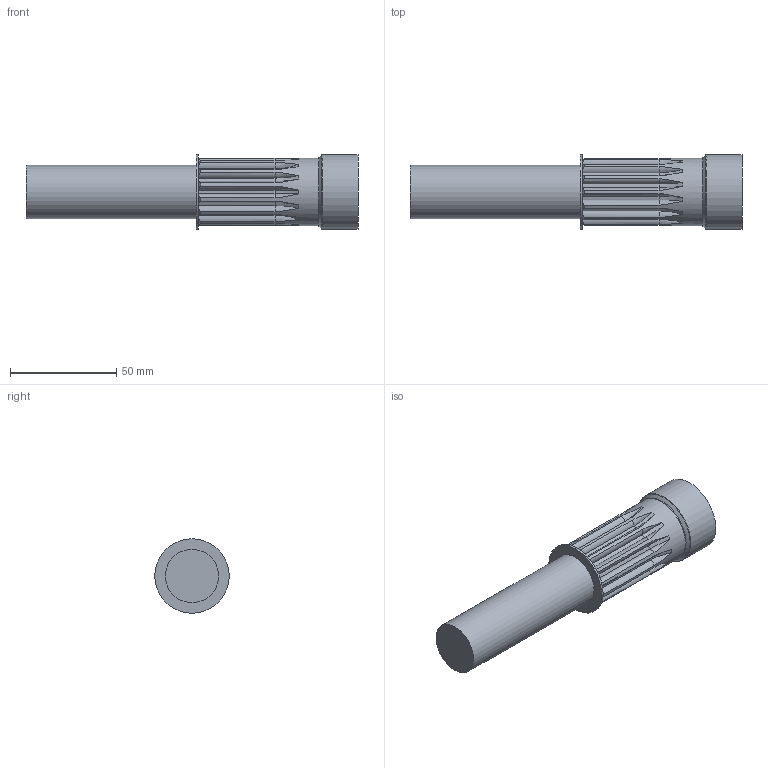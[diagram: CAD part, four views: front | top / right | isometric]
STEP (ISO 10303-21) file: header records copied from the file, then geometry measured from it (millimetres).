
FILE_DESCRIPTION(/* description */ (''),/* implementation_level */ '2;1');
FILE_NAME(/* name */ '_MSSH.step',/* time_stamp */ '2023-12-15T19:01:35+05:30',/* author */ (''),/* organization */ (''),/* preprocessor_version */ 'ST-DEVELOPER v20',/* originating_system */ 'Autodesk Translation Framework v12.14.0.127',/* authorisation */ '');
FILE_SCHEMA (('AUTOMOTIVE_DESIGN { 1 0 10303 214 3 1 1 }'));
Length unit declared in the file: millimetre
Products named in the file (1): _MSSH
Bounding box: 156 x 35 x 35 mm (x, y, z)
Volume: 96333.4 mm3; surface area: 18857.1 mm2
Topology: 1 solids, 2 shells, 116 faces, 300 edges, 189 vertices
Faces by surface type: cylinder 48, torus 44, cone 19, plane 5
Full cylindrical faces by diameter (mm): 6.647 x1, 10 x1, 25 x1, 31.75 x1, 35 x2
Entity records: 4103 total; most frequent: CARTESIAN_POINT 1123, DIRECTION 625, ORIENTED_EDGE 598, EDGE_CURVE 299, AXIS2_PLACEMENT_3D 279, VERTEX_POINT 189, CIRCLE 162, EDGE_LOOP 118
